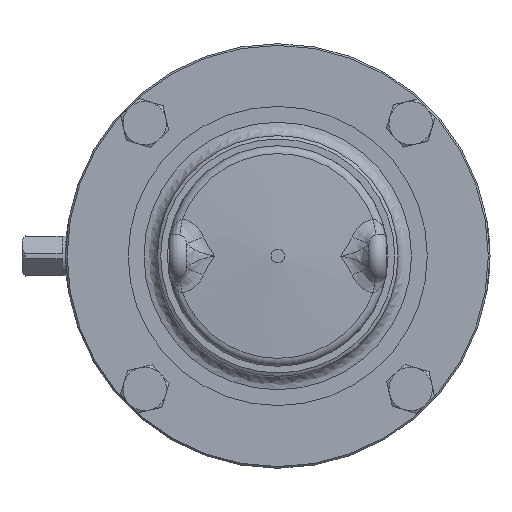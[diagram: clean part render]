
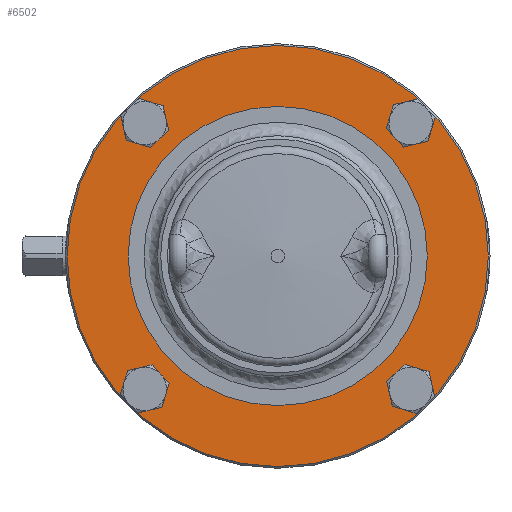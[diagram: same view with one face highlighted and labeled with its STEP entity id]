
A CAD part, left-side view. The second image highlights one B-rep face of the part: STEP entity #6502.
In plain terms, the highlighted planar face has unit normal (-1, 0, 0).
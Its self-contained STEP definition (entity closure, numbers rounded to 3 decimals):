
#5172=CARTESIAN_POINT('',(-10.,-45.224,-41.448));
#5173=VERTEX_POINT('',#5172);
#5174=CARTESIAN_POINT('',(-10.,-39.775,-39.775));
#5175=DIRECTION('',(1.0,0.0,0.0));
#5176=DIRECTION('',(0.0,-0.956,-0.294));
#5177=AXIS2_PLACEMENT_3D('',#5174,#5175,#5176);
#5178=CIRCLE('',#5177,5.7);
#5179=EDGE_CURVE('',#5173,#5173,#5178,.T.);
#6050=CARTESIAN_POINT('',(-10.,45.224,41.448));
#6051=VERTEX_POINT('',#6050);
#6052=CARTESIAN_POINT('',(-10.,39.775,39.775));
#6053=DIRECTION('',(1.0,0.0,0.0));
#6054=DIRECTION('',(0.0,0.956,0.294));
#6055=AXIS2_PLACEMENT_3D('',#6052,#6053,#6054);
#6056=CIRCLE('',#6055,5.7);
#6057=EDGE_CURVE('',#6051,#6051,#6056,.T.);
#6432=CARTESIAN_POINT('',(-10.,-63.,0.0));
#6433=VERTEX_POINT('',#6432);
#6434=CARTESIAN_POINT('',(-10.,0.,0.0));
#6435=DIRECTION('',(-1.0,0.0,0.0));
#6436=DIRECTION('',(0.0,-1.0,0.0));
#6437=AXIS2_PLACEMENT_3D('',#6434,#6435,#6436);
#6438=CIRCLE('',#6437,63.);
#6439=EDGE_CURVE('',#6433,#6433,#6438,.T.);
#6455=CARTESIAN_POINT('',(-10.,-53.875,0.0));
#6456=DIRECTION('',(-1.0,0.0,0.0));
#6457=DIRECTION('',(0.0,0.0,-1.0));
#6458=AXIS2_PLACEMENT_3D('',#6455,#6456,#6457);
#6459=PLANE('',#6458);
#6460=ORIENTED_EDGE('',*,*,#6439,.T.);
#6461=EDGE_LOOP('',(#6460));
#6462=FACE_OUTER_BOUND('',#6461,.T.);
#6463=CARTESIAN_POINT('',(-10.,41.448,-45.224));
#6464=VERTEX_POINT('',#6463);
#6465=CARTESIAN_POINT('',(-10.,39.775,-39.775));
#6466=DIRECTION('',(1.0,0.0,0.0));
#6467=DIRECTION('',(0.0,0.294,-0.956));
#6468=AXIS2_PLACEMENT_3D('',#6465,#6466,#6467);
#6469=CIRCLE('',#6468,5.7);
#6470=EDGE_CURVE('',#6464,#6464,#6469,.T.);
#6471=ORIENTED_EDGE('',*,*,#6470,.T.);
#6472=EDGE_LOOP('',(#6471));
#6473=FACE_BOUND('',#6472,.T.);
#6474=ORIENTED_EDGE('',*,*,#5179,.T.);
#6475=EDGE_LOOP('',(#6474));
#6476=FACE_BOUND('',#6475,.T.);
#6477=CARTESIAN_POINT('',(-10.,-41.448,45.224));
#6478=VERTEX_POINT('',#6477);
#6479=CARTESIAN_POINT('',(-10.,-39.775,39.775));
#6480=DIRECTION('',(1.0,0.0,0.0));
#6481=DIRECTION('',(0.0,-0.294,0.956));
#6482=AXIS2_PLACEMENT_3D('',#6479,#6480,#6481);
#6483=CIRCLE('',#6482,5.7);
#6484=EDGE_CURVE('',#6478,#6478,#6483,.T.);
#6485=ORIENTED_EDGE('',*,*,#6484,.T.);
#6486=EDGE_LOOP('',(#6485));
#6487=FACE_BOUND('',#6486,.T.);
#6488=ORIENTED_EDGE('',*,*,#6057,.T.);
#6489=EDGE_LOOP('',(#6488));
#6490=FACE_BOUND('',#6489,.T.);
#6491=CARTESIAN_POINT('',(-10.,-44.75,0.0));
#6492=VERTEX_POINT('',#6491);
#6493=CARTESIAN_POINT('',(-10.,0.,0.0));
#6494=DIRECTION('',(-1.0,0.0,0.0));
#6495=DIRECTION('',(0.0,-1.0,0.0));
#6496=AXIS2_PLACEMENT_3D('',#6493,#6494,#6495);
#6497=CIRCLE('',#6496,44.75);
#6498=EDGE_CURVE('',#6492,#6492,#6497,.T.);
#6499=ORIENTED_EDGE('',*,*,#6498,.F.);
#6500=EDGE_LOOP('',(#6499));
#6501=FACE_BOUND('',#6500,.T.);
#6502=ADVANCED_FACE('',(#6462,#6473,#6476,#6487,#6490,#6501),#6459,.T.);
